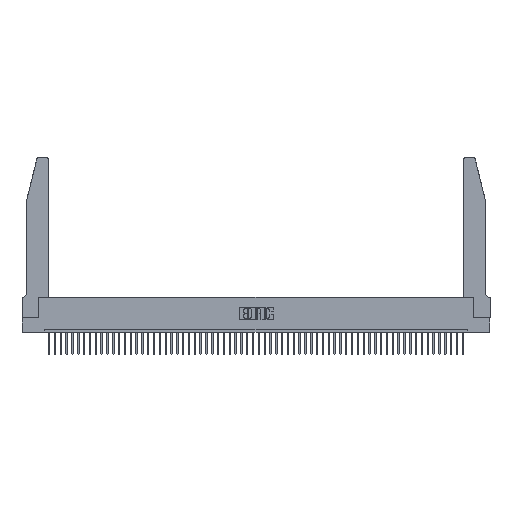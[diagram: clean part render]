
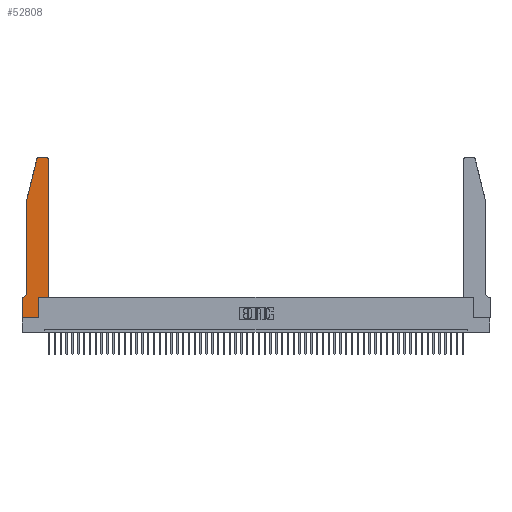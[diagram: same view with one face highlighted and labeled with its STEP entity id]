
A CAD part, top view. The second image highlights one B-rep face of the part: STEP entity #52808.
In plain terms, the highlighted planar face has unit normal (0, 0, 1).
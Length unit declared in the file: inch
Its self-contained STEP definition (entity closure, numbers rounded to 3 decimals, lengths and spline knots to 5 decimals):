
#928 = ORIENTED_EDGE ( 'NONE', *, *, #49769, .T. ) ;
#1302 = EDGE_CURVE ( 'NONE', #29569, #8804, #27213, .T. ) ;
#1444 = ORIENTED_EDGE ( 'NONE', *, *, #11453, .T. ) ;
#1602 = VERTEX_POINT ( 'NONE', #7156 ) ;
#1798 = ORIENTED_EDGE ( 'NONE', *, *, #39544, .T. ) ;
#1873 = CARTESIAN_POINT ( 'NONE',  ( 0., 0.35, 0.37 ) ) ;
#2776 = CARTESIAN_POINT ( 'NONE',  ( 0.0755, 0.35, 0.37 ) ) ;
#3111 = VECTOR ( 'NONE', #20044, 39.37008 ) ;
#3661 = VERTEX_POINT ( 'NONE', #39201 ) ;
#3674 = CARTESIAN_POINT ( 'NONE',  ( 0.0755, 2., 0.37 ) ) ;
#4434 = LINE ( 'NONE', #45573, #3111 ) ;
#4871 = ORIENTED_EDGE ( 'NONE', *, *, #34165, .T. ) ;
#5839 = VECTOR ( 'NONE', #9067, 39.37008 ) ;
#6389 = FACE_OUTER_BOUND ( 'NONE', #43444, .T. ) ;
#6594 = ORIENTED_EDGE ( 'NONE', *, *, #48280, .T. ) ;
#7156 = CARTESIAN_POINT ( 'NONE',  ( 0.4505, 2.72, 0.37 ) ) ;
#7558 = AXIS2_PLACEMENT_3D ( 'NONE', #39181, #13873, #14439 ) ;
#7859 = LINE ( 'NONE', #13423, #44967 ) ;
#8608 = DIRECTION ( 'NONE',  ( 0., 0., -1. ) ) ;
#8666 = DIRECTION ( 'NONE',  ( -1., 0., 0. ) ) ;
#8804 = VERTEX_POINT ( 'NONE', #17241 ) ;
#8907 = LINE ( 'NONE', #3674, #30754 ) ;
#9030 = LINE ( 'NONE', #2776, #37577 ) ;
#9067 = DIRECTION ( 'NONE',  ( 1., 0., 0. ) ) ;
#9313 = DIRECTION ( 'NONE',  ( -1., 0., 0. ) ) ;
#9675 = DIRECTION ( 'NONE',  ( 0., -1., 0. ) ) ;
#10200 = AXIS2_PLACEMENT_3D ( 'NONE', #45989, #28600, #38348 ) ;
#10972 = EDGE_CURVE ( 'NONE', #33330, #3661, #32322, .T. ) ;
#11278 = LINE ( 'NONE', #20328, #5839 ) ;
#11453 = EDGE_CURVE ( 'NONE', #14384, #29078, #54772, .T. ) ;
#12125 = CARTESIAN_POINT ( 'NONE',  ( 0.4505, 0.35, 0.37 ) ) ;
#13132 = CARTESIAN_POINT ( 'NONE',  ( 0., 0.35, 0.37 ) ) ;
#13381 = ORIENTED_EDGE ( 'NONE', *, *, #50639, .T. ) ;
#13423 = CARTESIAN_POINT ( 'NONE',  ( 0., 0., 0.37 ) ) ;
#13873 = DIRECTION ( 'NONE',  ( 0., 0., 1. ) ) ;
#14384 = VERTEX_POINT ( 'NONE', #52211 ) ;
#14439 = DIRECTION ( 'NONE',  ( 1., 0., 0. ) ) ;
#17241 = CARTESIAN_POINT ( 'NONE',  ( 0.25487, 2.72718, 0.37 ) ) ;
#18658 = LINE ( 'NONE', #54846, #44476 ) ;
#19127 = ORIENTED_EDGE ( 'NONE', *, *, #46615, .T. ) ;
#19910 = LINE ( 'NONE', #35596, #27124 ) ;
#20006 = CARTESIAN_POINT ( 'NONE',  ( 0.0755, 2., 0.37 ) ) ;
#20044 = DIRECTION ( 'NONE',  ( 1., 0., 0. ) ) ;
#20132 = VECTOR ( 'NONE', #32690, 39.37008 ) ;
#20328 = CARTESIAN_POINT ( 'NONE',  ( 0., 0., 0.37 ) ) ;
#20340 = EDGE_CURVE ( 'NONE', #3661, #46714, #9030, .T. ) ;
#20361 = CARTESIAN_POINT ( 'NONE',  ( 0., 0., 0.37 ) ) ;
#25061 = DIRECTION ( 'NONE',  ( -0.239, -0.971, 0. ) ) ;
#26048 = CARTESIAN_POINT ( 'NONE',  ( 0.284, 2.75, 0.37 ) ) ;
#26817 = VERTEX_POINT ( 'NONE', #53977 ) ;
#27124 = VECTOR ( 'NONE', #27852, 39.37008 ) ;
#27213 = CIRCLE ( 'NONE', #7558, 0.03 ) ;
#27717 = ORIENTED_EDGE ( 'NONE', *, *, #30077, .T. ) ;
#27821 = CARTESIAN_POINT ( 'NONE',  ( 0.2865, 0.35, 0.37 ) ) ;
#27852 = DIRECTION ( 'NONE',  ( 0., -1., 0. ) ) ;
#28600 = DIRECTION ( 'NONE',  ( 0., 0., 1. ) ) ;
#29078 = VERTEX_POINT ( 'NONE', #27821 ) ;
#29569 = VERTEX_POINT ( 'NONE', #26048 ) ;
#30077 = EDGE_CURVE ( 'NONE', #26817, #1602, #53884, .T. ) ;
#30079 = AXIS2_PLACEMENT_3D ( 'NONE', #1873, #40086, #31617 ) ;
#30754 = VECTOR ( 'NONE', #25061, 39.37008 ) ;
#31617 = DIRECTION ( 'NONE',  ( 1., 0., 0. ) ) ;
#32200 = CARTESIAN_POINT ( 'NONE',  ( 0.2865, 0.35, 0.37 ) ) ;
#32322 = CIRCLE ( 'NONE', #35522, 0.07 ) ;
#32690 = DIRECTION ( 'NONE',  ( 0., 1., 0. ) ) ;
#33330 = VERTEX_POINT ( 'NONE', #48212 ) ;
#34165 = EDGE_CURVE ( 'NONE', #46714, #43221, #7859, .T. ) ;
#34189 = VERTEX_POINT ( 'NONE', #20006 ) ;
#35522 = AXIS2_PLACEMENT_3D ( 'NONE', #50862, #8608, #9313 ) ;
#35596 = CARTESIAN_POINT ( 'NONE',  ( 0.0755, 2., 0.37 ) ) ;
#36014 = VERTEX_POINT ( 'NONE', #52772 ) ;
#36377 = DIRECTION ( 'NONE',  ( -1., 0., 0. ) ) ;
#37577 = VECTOR ( 'NONE', #36377, 39.37008 ) ;
#38348 = DIRECTION ( 'NONE',  ( 1., 0., 0. ) ) ;
#39181 = CARTESIAN_POINT ( 'NONE',  ( 0.284, 2.72, 0.37 ) ) ;
#39201 = CARTESIAN_POINT ( 'NONE',  ( 0.0055, 0.35, 0.37 ) ) ;
#39544 = EDGE_CURVE ( 'NONE', #43221, #14384, #11278, .T. ) ;
#39991 = CIRCLE ( 'NONE', #10200, 0.03 ) ;
#40086 = DIRECTION ( 'NONE',  ( 0., 0., 1. ) ) ;
#40641 = DIRECTION ( 'NONE',  ( 0., 1., 0. ) ) ;
#41135 = EDGE_CURVE ( 'NONE', #1602, #36014, #39991, .T. ) ;
#43221 = VERTEX_POINT ( 'NONE', #20361 ) ;
#43444 = EDGE_LOOP ( 'NONE', ( #6594, #50671, #19127, #928, #54207, #51023, #4871, #1798, #1444, #13381, #27717, #48596 ) ) ;
#44476 = VECTOR ( 'NONE', #8666, 39.37008 ) ;
#44967 = VECTOR ( 'NONE', #9675, 39.37008 ) ;
#45573 = CARTESIAN_POINT ( 'NONE',  ( 0.4505, 0.35, 0.37 ) ) ;
#45989 = CARTESIAN_POINT ( 'NONE',  ( 0.4205, 2.72, 0.37 ) ) ;
#46615 = EDGE_CURVE ( 'NONE', #8804, #34189, #8907, .T. ) ;
#46714 = VERTEX_POINT ( 'NONE', #13132 ) ;
#48212 = CARTESIAN_POINT ( 'NONE',  ( 0.0755, 0.42, 0.37 ) ) ;
#48280 = EDGE_CURVE ( 'NONE', #36014, #29569, #18658, .T. ) ;
#48596 = ORIENTED_EDGE ( 'NONE', *, *, #41135, .T. ) ;
#49769 = EDGE_CURVE ( 'NONE', #34189, #33330, #19910, .T. ) ;
#50639 = EDGE_CURVE ( 'NONE', #29078, #26817, #4434, .T. ) ;
#50671 = ORIENTED_EDGE ( 'NONE', *, *, #1302, .T. ) ;
#50862 = CARTESIAN_POINT ( 'NONE',  ( 0.0055, 0.42, 0.37 ) ) ;
#51023 = ORIENTED_EDGE ( 'NONE', *, *, #20340, .T. ) ;
#52028 = VECTOR ( 'NONE', #40641, 39.37008 ) ;
#52211 = CARTESIAN_POINT ( 'NONE',  ( 0.2865, 0., 0.37 ) ) ;
#52685 = PLANE ( 'NONE',  #30079 ) ;
#52772 = CARTESIAN_POINT ( 'NONE',  ( 0.4205, 2.75, 0.37 ) ) ;
#52808 = ADVANCED_FACE ( 'NONE', ( #6389 ), #52685, .T. ) ;
#53884 = LINE ( 'NONE', #12125, #20132 ) ;
#53977 = CARTESIAN_POINT ( 'NONE',  ( 0.4505, 0.35, 0.37 ) ) ;
#54207 = ORIENTED_EDGE ( 'NONE', *, *, #10972, .T. ) ;
#54772 = LINE ( 'NONE', #32200, #52028 ) ;
#54846 = CARTESIAN_POINT ( 'NONE',  ( 0.2605, 2.75, 0.37 ) ) ;
